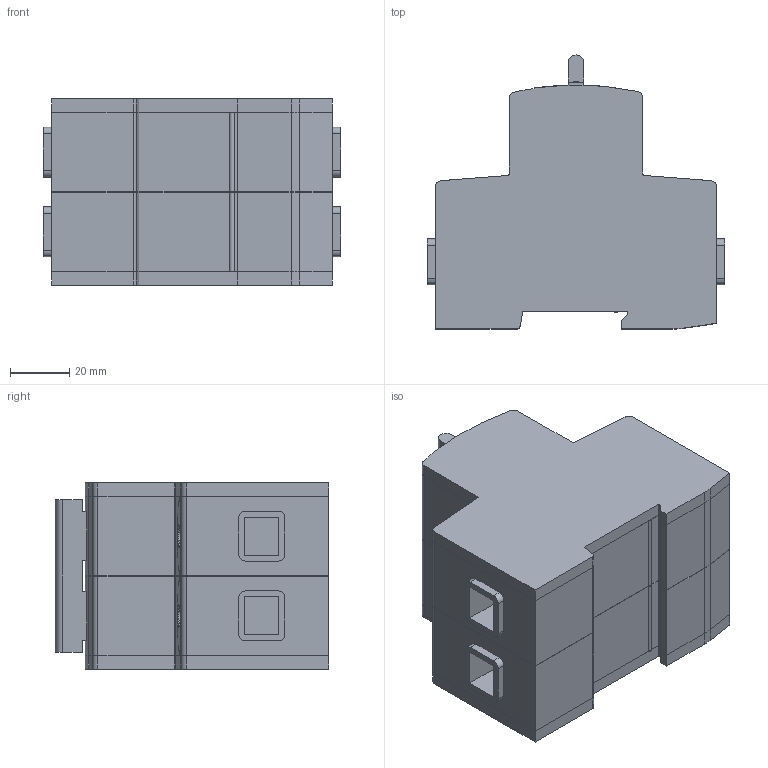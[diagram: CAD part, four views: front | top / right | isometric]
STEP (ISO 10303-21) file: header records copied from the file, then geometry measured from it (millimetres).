
FILE_DESCRIPTION (( 'STEP AP214' ), '1' );
FILE_NAME ('S802P.STEP', '2023-03-07T10:47:01', ( '' ), ( '' ), 'SwSTEP 2.0', 'SolidWorks 2021', '' );
FILE_SCHEMA (( 'AUTOMOTIVE_DESIGN' ));
Length unit declared in the file: millimetre
Products named in the file (1): S802P
Bounding box: 100.6 x 92.65 x 63 mm (x, y, z)
Volume: 369025.5 mm3; surface area: 91273.4 mm2
Topology: 3 solids, 3 shells, 264 faces, 744 edges, 496 vertices
Faces by surface type: plane 180, cylinder 84
Entity records: 8564 total; most frequent: CARTESIAN_POINT 1553, ORIENTED_EDGE 1488, DIRECTION 1414, EDGE_CURVE 744, VECTOR 572, LINE 572, VERTEX_POINT 496, AXIS2_PLACEMENT_3D 421
